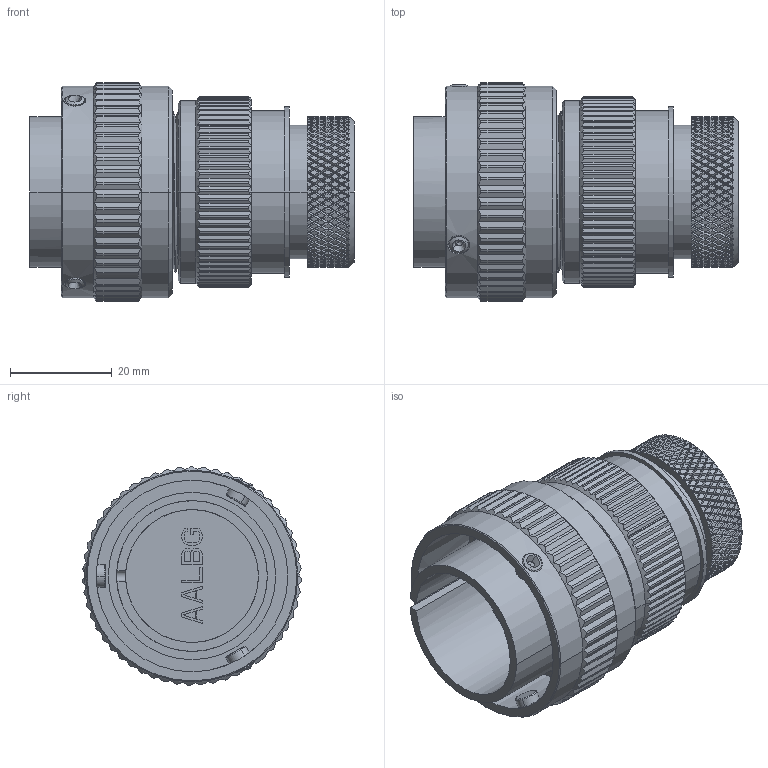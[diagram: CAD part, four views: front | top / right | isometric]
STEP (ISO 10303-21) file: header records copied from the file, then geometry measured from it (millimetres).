
FILE_DESCRIPTION((''),'2;1');
FILE_NAME('VG95234G-22_SW0001','2023-03-23T13:59:20',('paultorloting'),('NET AG system integration'),'CREO PARAMETRIC BY PTC INC, 2021404','CREO PARAMETRIC BY PTC INC, 2021404','');
FILE_SCHEMA(('AUTOMOTIVE_DESIGN { 1 0 10303 214 1 1 1 1 }'));
Products named in the file (1): VG95234G-22_SW0001
Bounding box: 63.75 x 42.96 x 42.98 mm (x, y, z)
Volume: 45323.1 mm3; surface area: 18349.3 mm2
Topology: 1 solids, 1 shells, 3461 faces, 7703 edges, 4273 vertices
Faces by surface type: plane 2792, cylinder 600, cone 56, bspline 7, torus 6
Entity records: 117798 total; most frequent: CARTESIAN_POINT 24526, ORIENTED_EDGE 15394, DIRECTION 12901, EDGE_CURVE 7697, VECTOR 4942, LINE 4942, VERTEX_POINT 4273, AXIS2_PLACEMENT_3D 3978
